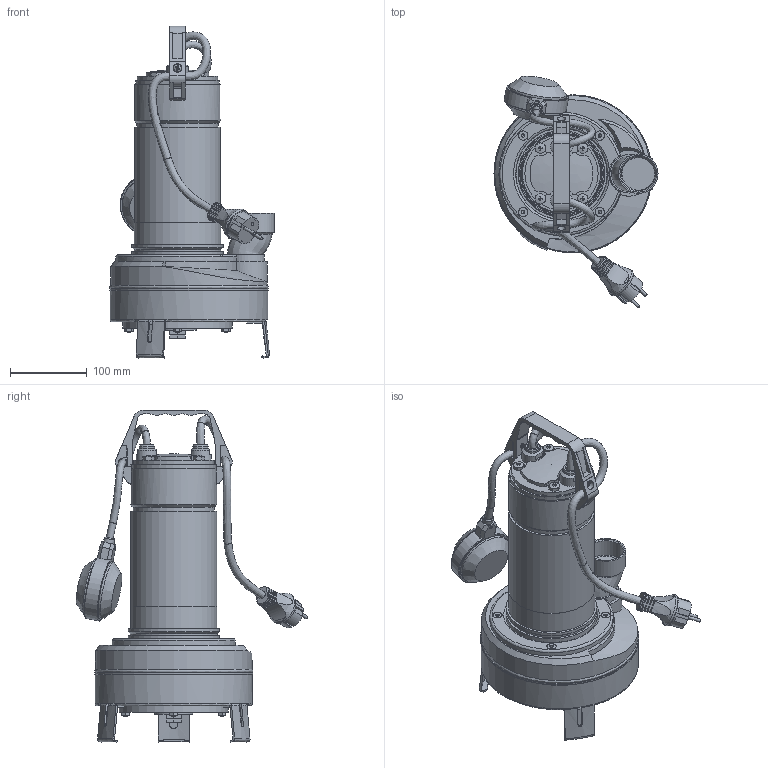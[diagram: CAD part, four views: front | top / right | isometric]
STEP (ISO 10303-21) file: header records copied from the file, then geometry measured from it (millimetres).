
FILE_DESCRIPTION(('STEP AP203'),'2;1');
FILE_NAME('4_93_490_02_REV00.stp','2014-11-10T14:31:09',(''),(''),'2014.1.117','THINKDESIGN','');
FILE_SCHEMA(('CONFIG_CONTROL_DESIGN'));
Length unit declared in the file: millimetre
Products named in the file (15): 16100020_rev01_semplificato; 1_92_028_REV01_semplificato; 16630005_rev5_semplificato; 3_92_153_L240_semplificato; M6x35_UNI_5933; 4_92_125_semplificato; 4_92_127-L22_semplificato; 3_92_151_semplificato; 3_92_152-11_5_semplificato; Vite_TCB_M5x201; Dado_M6_UNI_5588; 3_92_128_semplificato_fori2; MAC3_small 2C+T_GM10_467264_1; Spina CEE 7-7 schuko; top
Assembly tree (26 placements, depth 2):
  top
    16100020_rev01_semplificato
    1_92_028_REV01_semplificato
    16630005_rev5_semplificato
    3_92_153_L240_semplificato
    M6x35_UNI_5933  x4
    4_92_125_semplificato  x4
    4_92_127-L22_semplificato  x2
    3_92_151_semplificato
    3_92_152-11_5_semplificato  x2
    Vite_TCB_M5x201  x2
    Dado_M6_UNI_5588  x4
    3_92_128_semplificato_fori2
    MAC3_small 2C+T_GM10_467264_1
    Spina CEE 7-7 schuko
Bounding box: 213.75 x 301.41 x 432.38 mm (x, y, z)
Volume: 5548080.8 mm3; surface area: 462027.2 mm2
Topology: 33 solids, 33 shells, 1135 faces, 3109 edges, 2109 vertices
Faces by surface type: plane 615, bspline 286, cylinder 234
Full cylindrical faces by diameter (mm): 3.976 x1, 4 x2, 4.2 x2, 4.917 x4, 5 x13, 5.5 x6, 6 x20, 6.6 x2, 9 x1, 10 x2, 10.5 x2, 11 x2, 12 x4, 13.915 x1, 20 x2, 20.3 x2, 22 x2, 27.9 x2, 37 x1, 42 x1, 45 x1, 49.2 x1, 50 x1, 51.5 x1, 75.537 x2, 95.5 x1, 102 x1, 104.6 x1, 105 x1, 106 x1
Entity records: 43022 total; most frequent: CARTESIAN_POINT 19177, ORIENTED_EDGE 4676, DIRECTION 4281, EDGE_CURVE 2338, VERTEX_POINT 1587, AXIS2_PLACEMENT_3D 1545, VECTOR 1191, LINE 1191
